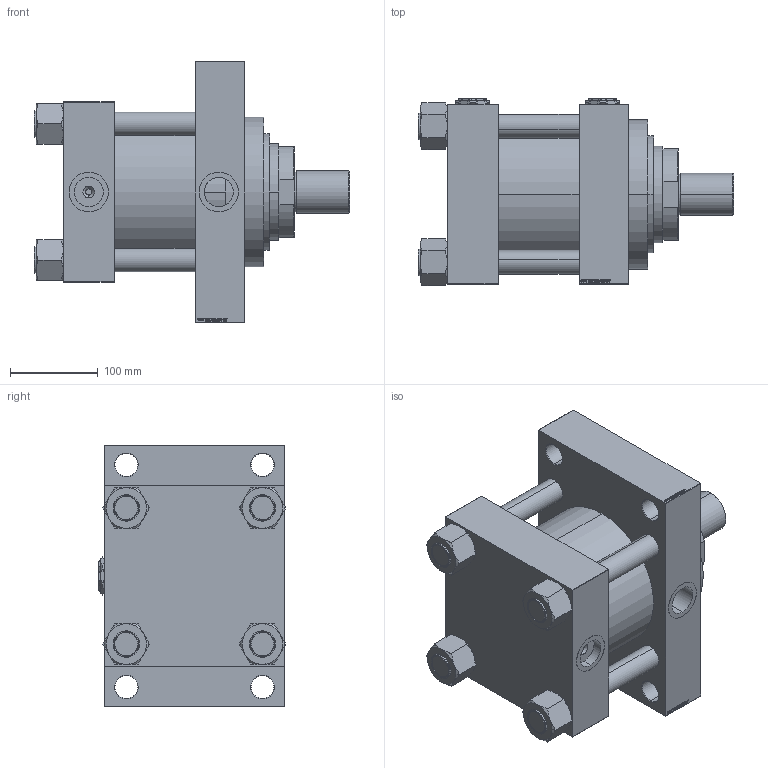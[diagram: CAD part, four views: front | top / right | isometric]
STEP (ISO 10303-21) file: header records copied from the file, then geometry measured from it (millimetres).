
FILE_DESCRIPTION (( 'STEP AP203' ), '1' );
FILE_NAME ('f1e2.STEP', '2025-05-26T14:56:29', ( '' ), ( '' ), 'SwSTEP 2.0', 'SolidWorks 2019', '' );
FILE_SCHEMA (( 'CONFIG_CONTROL_DESIGN' ));
Length unit declared in the file: millimetre
Products named in the file (8): V215CR_D_TYCINKA 6caab2b2cc5701577d46a573dd19260d; V215_VC_A 6caab2b2cc5701577d46a573dd19260d; V215CR_D_Body 6caab2b2cc5701577d46a573dd19260d; Zatka_pro_OIL_PORT 6caab2b2cc5701577d46a573dd19260d; ROD_END_E 6caab2b2cc5701577d46a573dd19260d; NUT_M5_D 6caab2b2cc5701577d46a573dd19260d; V215CR_VCP_D 6caab2b2cc5701577d46a573dd19260d; f1e2
Assembly tree (14 placements, depth 2):
  f1e2
    V215CR_D_Body 6caab2b2cc5701577d46a573dd19260d
    V215CR_VCP_D 6caab2b2cc5701577d46a573dd19260d
    NUT_M5_D 6caab2b2cc5701577d46a573dd19260d  x4
    V215CR_D_TYCINKA 6caab2b2cc5701577d46a573dd19260d  x4
    V215_VC_A 6caab2b2cc5701577d46a573dd19260d
    ROD_END_E 6caab2b2cc5701577d46a573dd19260d
    Zatka_pro_OIL_PORT 6caab2b2cc5701577d46a573dd19260d  x2
Bounding box: 359 x 213.57 x 297 mm (x, y, z)
Volume: 8248130.8 mm3; surface area: 799388.3 mm2
Topology: 14 solids, 14 shells, 1267 faces, 3170 edges, 2049 vertices
Faces by surface type: plane 597, bspline 368, cone 188, cylinder 104, torus 10
Entity records: 50374 total; most frequent: CARTESIAN_POINT 25990, ORIENTED_EDGE 5412, DIRECTION 3614, EDGE_CURVE 2706, VERTEX_POINT 1769, VECTOR 1572, LINE 1572, EDGE_LOOP 1209
